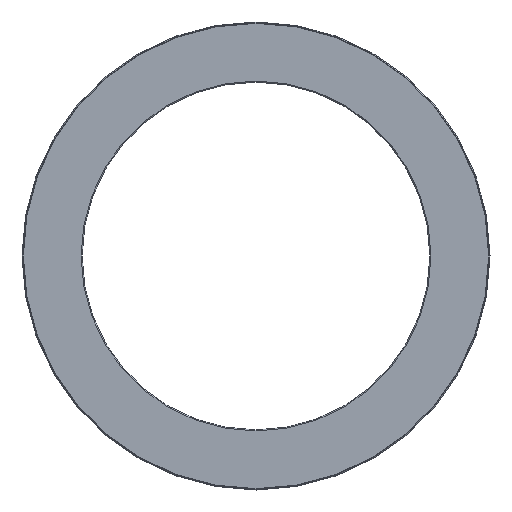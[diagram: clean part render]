
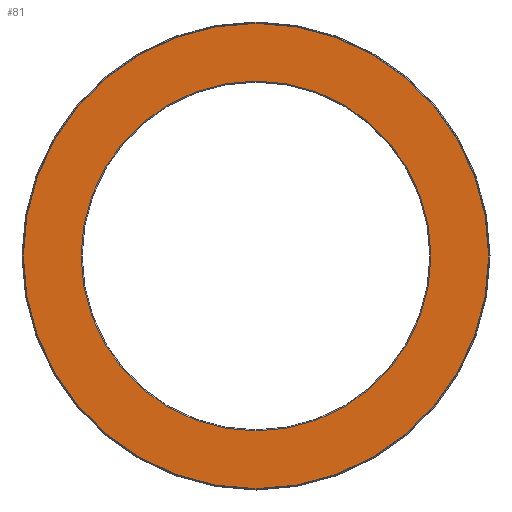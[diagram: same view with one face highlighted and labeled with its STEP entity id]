
A CAD part, front view. The second image highlights one B-rep face of the part: STEP entity #81.
In plain terms, the highlighted planar face has unit normal (0, -1, 0).
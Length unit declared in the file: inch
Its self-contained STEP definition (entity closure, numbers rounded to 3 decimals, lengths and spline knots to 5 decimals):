
#12 = CIRCLE ( 'NONE', #497, 3.27 ) ;
#15 = ORIENTED_EDGE ( 'NONE', *, *, #321, .F. ) ;
#31 = AXIS2_PLACEMENT_3D ( 'NONE', #225, #80, #545 ) ;
#59 = FACE_OUTER_BOUND ( 'NONE', #435, .T. ) ;
#80 = DIRECTION ( 'NONE',  ( 0., 1., 0. ) ) ;
#81 = ADVANCED_FACE ( 'NONE', ( #59, #348 ), #404, .F. ) ;
#83 = CARTESIAN_POINT ( 'NONE',  ( 0., 0., 3.27 ) ) ;
#105 = EDGE_CURVE ( 'NONE', #252, #252, #12, .T. ) ;
#140 = DIRECTION ( 'NONE',  ( 0., 0., 1. ) ) ;
#225 = CARTESIAN_POINT ( 'NONE',  ( 0., 0., 0. ) ) ;
#252 = VERTEX_POINT ( 'NONE', #83 ) ;
#265 = CARTESIAN_POINT ( 'NONE',  ( 0., 0., 4.35 ) ) ;
#282 = DIRECTION ( 'NONE',  ( 0., 1., 0. ) ) ;
#298 = AXIS2_PLACEMENT_3D ( 'NONE', #513, #282, #371 ) ;
#321 = EDGE_CURVE ( 'NONE', #428, #428, #563, .T. ) ;
#348 = FACE_BOUND ( 'NONE', #572, .T. ) ;
#371 = DIRECTION ( 'NONE',  ( 0., 0., 1. ) ) ;
#404 = PLANE ( 'NONE',  #31 ) ;
#428 = VERTEX_POINT ( 'NONE', #265 ) ;
#435 = EDGE_LOOP ( 'NONE', ( #15 ) ) ;
#497 = AXIS2_PLACEMENT_3D ( 'NONE', #599, #504, #140 ) ;
#504 = DIRECTION ( 'NONE',  ( 0., 1., 0. ) ) ;
#513 = CARTESIAN_POINT ( 'NONE',  ( 0., 0., 0. ) ) ;
#545 = DIRECTION ( 'NONE',  ( 0., 0., 1. ) ) ;
#563 = CIRCLE ( 'NONE', #298, 4.35 ) ;
#572 = EDGE_LOOP ( 'NONE', ( #582 ) ) ;
#582 = ORIENTED_EDGE ( 'NONE', *, *, #105, .T. ) ;
#599 = CARTESIAN_POINT ( 'NONE',  ( 0., 0., 0. ) ) ;
